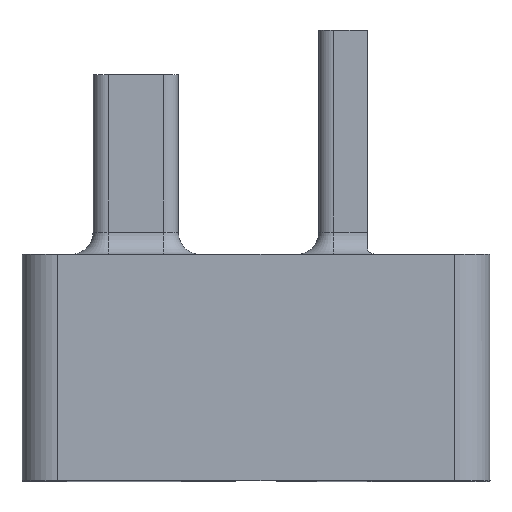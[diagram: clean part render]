
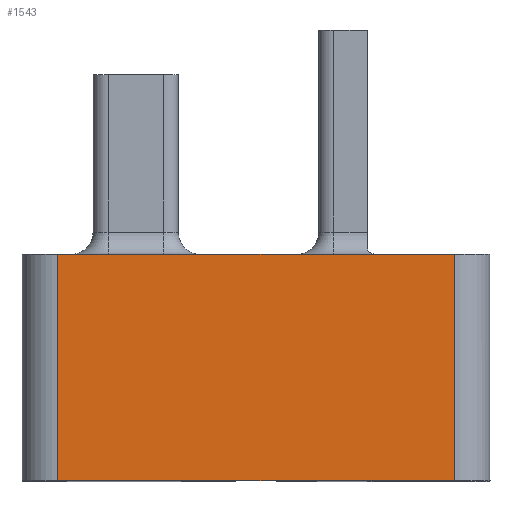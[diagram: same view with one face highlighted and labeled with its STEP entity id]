
A CAD part, top view. The second image highlights one B-rep face of the part: STEP entity #1543.
In plain terms, the highlighted planar face has unit normal (0, 0, 1).
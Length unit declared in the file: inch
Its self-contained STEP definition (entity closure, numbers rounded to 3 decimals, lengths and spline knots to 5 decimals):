
#258 = ORIENTED_EDGE ( 'NONE', *, *, #1880, .F. ) ;
#301 = CARTESIAN_POINT ( 'NONE',  ( -1.32583, 0.845, 1.56583 ) ) ;
#467 = LINE ( 'NONE', #3524, #1930 ) ;
#503 = ORIENTED_EDGE ( 'NONE', *, *, #1049, .F. ) ;
#593 = FACE_OUTER_BOUND ( 'NONE', #1201, .T. ) ;
#634 = PLANE ( 'NONE',  #1927 ) ;
#851 = ORIENTED_EDGE ( 'NONE', *, *, #1781, .T. ) ;
#950 = DIRECTION ( 'NONE',  ( 0., 0., -1. ) ) ;
#1049 = EDGE_CURVE ( 'NONE', #2924, #3339, #1894, .T. ) ;
#1159 = DIRECTION ( 'NONE',  ( 0., -1., 0. ) ) ;
#1201 = EDGE_LOOP ( 'NONE', ( #851, #258, #3655, #503 ) ) ;
#1474 = CARTESIAN_POINT ( 'NONE',  ( -1.32583, -0.08104, 1.56583 ) ) ;
#1543 = ADVANCED_FACE ( 'NONE', ( #593 ), #634, .F. ) ;
#1573 = VECTOR ( 'NONE', #3363, 39.37008 ) ;
#1579 = VERTEX_POINT ( 'NONE', #2724 ) ;
#1746 = VECTOR ( 'NONE', #1159, 39.37008 ) ;
#1781 = EDGE_CURVE ( 'NONE', #2924, #3300, #2458, .T. ) ;
#1797 = CARTESIAN_POINT ( 'NONE',  ( 1.32583, 0.845, 1.56583 ) ) ;
#1829 = CARTESIAN_POINT ( 'NONE',  ( -1.32583, 1.435, 1.56583 ) ) ;
#1880 = EDGE_CURVE ( 'NONE', #1579, #3300, #467, .T. ) ;
#1894 = LINE ( 'NONE', #3106, #1573 ) ;
#1927 = AXIS2_PLACEMENT_3D ( 'NONE', #3649, #950, #3055 ) ;
#1930 = VECTOR ( 'NONE', #3818, 39.37008 ) ;
#2421 = VECTOR ( 'NONE', #3726, 39.37008 ) ;
#2458 = LINE ( 'NONE', #301, #2421 ) ;
#2724 = CARTESIAN_POINT ( 'NONE',  ( 1.32583, -0.08104, 1.56583 ) ) ;
#2924 = VERTEX_POINT ( 'NONE', #1829 ) ;
#2987 = CARTESIAN_POINT ( 'NONE',  ( 1.32583, 1.435, 1.56583 ) ) ;
#3055 = DIRECTION ( 'NONE',  ( -1., 0., 0. ) ) ;
#3106 = CARTESIAN_POINT ( 'NONE',  ( -1.32583, 1.435, 1.56583 ) ) ;
#3300 = VERTEX_POINT ( 'NONE', #1474 ) ;
#3339 = VERTEX_POINT ( 'NONE', #2987 ) ;
#3363 = DIRECTION ( 'NONE',  ( 1., 0., 0. ) ) ;
#3524 = CARTESIAN_POINT ( 'NONE',  ( 1.32583, -0.08104, 1.56583 ) ) ;
#3649 = CARTESIAN_POINT ( 'NONE',  ( -1.32583, 0.845, 1.56583 ) ) ;
#3655 = ORIENTED_EDGE ( 'NONE', *, *, #3939, .F. ) ;
#3726 = DIRECTION ( 'NONE',  ( 0., -1., 0. ) ) ;
#3818 = DIRECTION ( 'NONE',  ( -1., 0., 0. ) ) ;
#3922 = LINE ( 'NONE', #1797, #1746 ) ;
#3939 = EDGE_CURVE ( 'NONE', #3339, #1579, #3922, .T. ) ;
